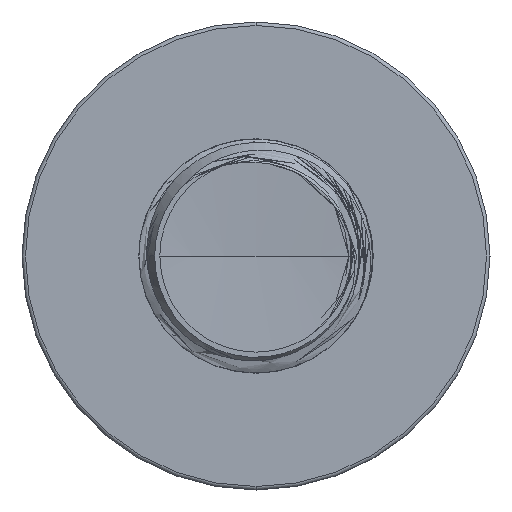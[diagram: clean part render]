
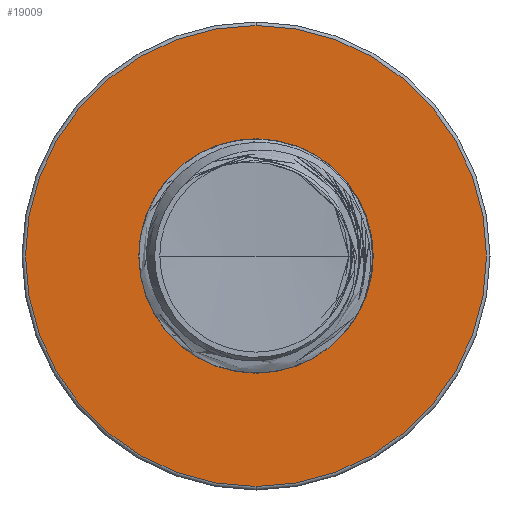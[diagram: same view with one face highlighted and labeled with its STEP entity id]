
A CAD part, front view. The second image highlights one B-rep face of the part: STEP entity #19009.
In plain terms, the highlighted planar face has unit normal (0, -1, 0).
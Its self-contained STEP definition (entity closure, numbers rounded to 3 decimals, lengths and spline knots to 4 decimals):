
#697 = DIRECTION ( 'NONE',  ( 0., -1., 0. ) ) ;
#1805 = ORIENTED_EDGE ( 'NONE', *, *, #6564, .T. ) ;
#2268 = CARTESIAN_POINT ( 'NONE',  ( 0., 12.5, 1.7536 ) ) ;
#3839 = EDGE_CURVE ( 'NONE', #13576, #24754, #8064, .T. ) ;
#6564 = EDGE_CURVE ( 'NONE', #33101, #32694, #16836, .T. ) ;
#6578 = CIRCLE ( 'NONE', #29557, 1.7536 ) ;
#6928 = ORIENTED_EDGE ( 'NONE', *, *, #3839, .F. ) ;
#8064 = CIRCLE ( 'NONE', #28116, 1.7536 ) ;
#8684 = EDGE_CURVE ( 'NONE', #24754, #13576, #6578, .T. ) ;
#9545 = AXIS2_PLACEMENT_3D ( 'NONE', #22041, #27803, #10518 ) ;
#10518 = DIRECTION ( 'NONE',  ( 0., 0., -1. ) ) ;
#12612 = AXIS2_PLACEMENT_3D ( 'NONE', #18409, #697, #21281 ) ;
#13576 = VERTEX_POINT ( 'NONE', #32992 ) ;
#16299 = FACE_OUTER_BOUND ( 'NONE', #27821, .T. ) ;
#16836 = CIRCLE ( 'NONE', #29786, 3.4475 ) ;
#18409 = CARTESIAN_POINT ( 'NONE',  ( 0., 12.5, 0. ) ) ;
#19009 = ADVANCED_FACE ( 'NONE', ( #16299, #23948 ), #33333, .T. ) ;
#20938 = DIRECTION ( 'NONE',  ( 0., 0., -1. ) ) ;
#21180 = DIRECTION ( 'NONE',  ( 0., -1., 0. ) ) ;
#21281 = DIRECTION ( 'NONE',  ( 0., 0., -1. ) ) ;
#21913 = CARTESIAN_POINT ( 'NONE',  ( 0., 12.5, 0. ) ) ;
#22041 = CARTESIAN_POINT ( 'NONE',  ( 0., 12.5, 1.7536 ) ) ;
#23633 = CARTESIAN_POINT ( 'NONE',  ( 0., 12.5, 3.4475 ) ) ;
#23948 = FACE_BOUND ( 'NONE', #29890, .T. ) ;
#24096 = ORIENTED_EDGE ( 'NONE', *, *, #32641, .T. ) ;
#24754 = VERTEX_POINT ( 'NONE', #2268 ) ;
#27079 = CARTESIAN_POINT ( 'NONE',  ( 0., 12.5, -3.4475 ) ) ;
#27803 = DIRECTION ( 'NONE',  ( 0., -1., 0. ) ) ;
#27821 = EDGE_LOOP ( 'NONE', ( #24096, #1805 ) ) ;
#28116 = AXIS2_PLACEMENT_3D ( 'NONE', #30914, #30964, #29487 ) ;
#29487 = DIRECTION ( 'NONE',  ( 0., 0., -1. ) ) ;
#29557 = AXIS2_PLACEMENT_3D ( 'NONE', #31451, #31221, #31984 ) ;
#29786 = AXIS2_PLACEMENT_3D ( 'NONE', #21913, #21180, #20938 ) ;
#29890 = EDGE_LOOP ( 'NONE', ( #6928, #31277 ) ) ;
#30914 = CARTESIAN_POINT ( 'NONE',  ( 0., 12.5, 0. ) ) ;
#30964 = DIRECTION ( 'NONE',  ( 0., -1., 0. ) ) ;
#31221 = DIRECTION ( 'NONE',  ( 0., -1., 0. ) ) ;
#31277 = ORIENTED_EDGE ( 'NONE', *, *, #8684, .F. ) ;
#31451 = CARTESIAN_POINT ( 'NONE',  ( 0., 12.5, 0. ) ) ;
#31984 = DIRECTION ( 'NONE',  ( 0., 0., -1. ) ) ;
#32641 = EDGE_CURVE ( 'NONE', #32694, #33101, #37215, .T. ) ;
#32694 = VERTEX_POINT ( 'NONE', #27079 ) ;
#32992 = CARTESIAN_POINT ( 'NONE',  ( 0., 12.5, -1.7536 ) ) ;
#33101 = VERTEX_POINT ( 'NONE', #23633 ) ;
#33333 = PLANE ( 'NONE',  #9545 ) ;
#37215 = CIRCLE ( 'NONE', #12612, 3.4475 ) ;
